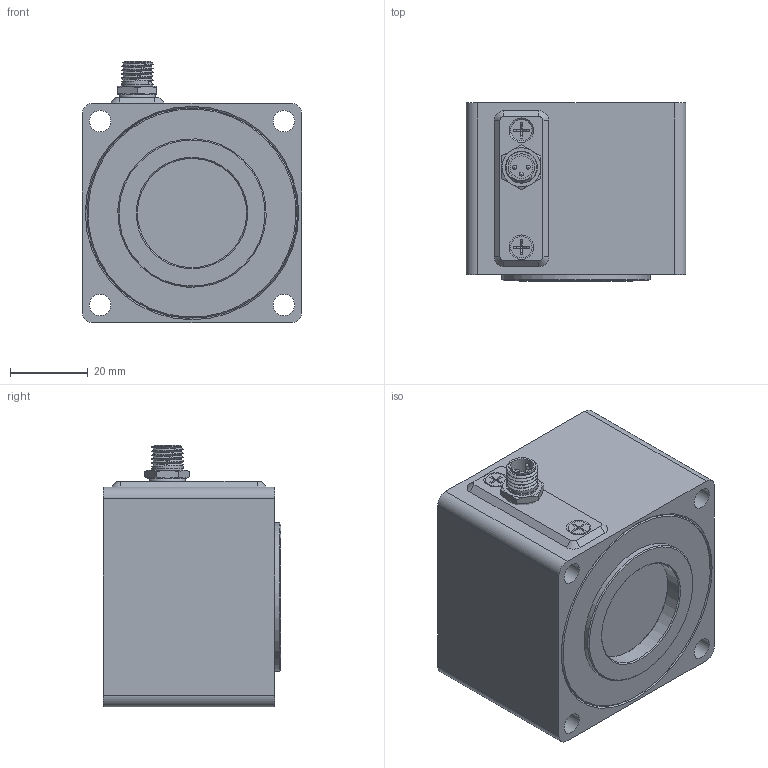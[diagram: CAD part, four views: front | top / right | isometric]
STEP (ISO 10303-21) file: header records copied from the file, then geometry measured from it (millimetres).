
FILE_DESCRIPTION(/* description */ (''),/* implementation_level */ '2;1');
FILE_NAME(/* name */ 'D-00003652.stp',/* time_stamp */ '2022-04-05T14:44:20+02:00',/* author */ ('angelika.schneid'),/* organization */ (''),/* preprocessor_version */ 'ST-DEVELOPER v17.2',/* originating_system */ 'Autodesk Inventor 2019',/* authorisation */ '');
FILE_SCHEMA (('AUTOMOTIVE_DESIGN { 1 0 10303 214 3 1 1 }'));
Length unit declared in the file: millimetre
Products named in the file (1): D-00003652
Bounding box: 56.4 x 45.6 x 67.2 mm (x, y, z)
Volume: 130388.3 mm3; surface area: 27657.9 mm2
Topology: 6 solids, 6 shells, 240 faces, 624 edges, 414 vertices
Faces by surface type: plane 120, cylinder 76, cone 34, bspline 4, torus 3, sphere 3
Full cylindrical faces by diameter (mm): 1 x3, 1.4 x3, 2.459 x5, 3 x4, 3.4 x2, 5.5 x6, 5.8 x1, 6.84 x1, 8 x5, 8.1 x1, 8.2 x1, 25 x1, 28 x1, 38.1 x1, 54 x2
Entity records: 10644 total; most frequent: CARTESIAN_POINT 4528, ORIENTED_EDGE 1240, DIRECTION 1173, EDGE_CURVE 620, AXIS2_PLACEMENT_3D 443, VERTEX_POINT 414, LINE 287, VECTOR 287
